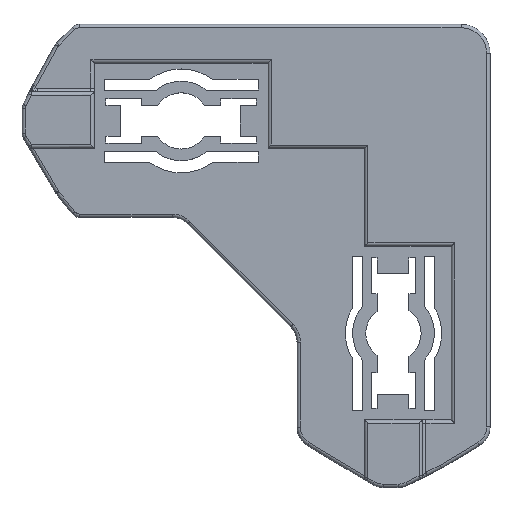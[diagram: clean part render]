
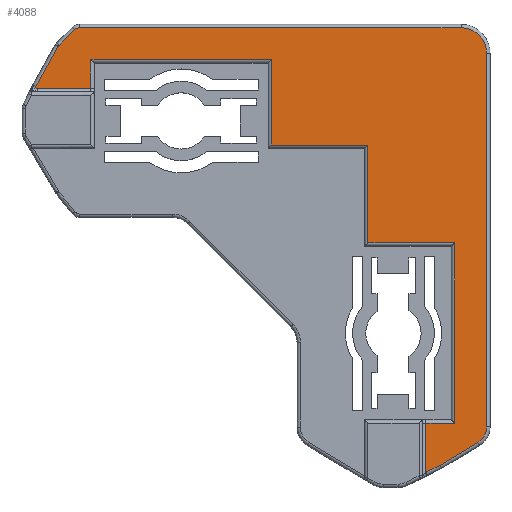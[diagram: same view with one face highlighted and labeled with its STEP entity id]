
A CAD part, top view. The second image highlights one B-rep face of the part: STEP entity #4088.
In plain terms, the highlighted planar face has unit normal (0, 0, 1).
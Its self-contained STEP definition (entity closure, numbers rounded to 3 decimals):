
#210=LINE('',#7094,#619);
#212=LINE('',#7106,#621);
#214=LINE('',#7118,#623);
#216=LINE('',#7130,#625);
#218=LINE('',#7139,#627);
#220=LINE('',#7142,#629);
#222=LINE('',#7163,#631);
#250=LINE('',#7273,#659);
#267=LINE('',#7324,#676);
#269=LINE('',#7330,#678);
#270=LINE('',#7332,#679);
#271=LINE('',#7334,#680);
#272=LINE('',#7336,#681);
#273=LINE('',#7338,#682);
#274=LINE('',#7340,#683);
#275=LINE('',#7341,#684);
#619=VECTOR('',#4955,1.);
#621=VECTOR('',#4969,1.);
#623=VECTOR('',#4983,1.);
#625=VECTOR('',#4997,1.);
#627=VECTOR('',#5009,1.);
#629=VECTOR('',#5013,1.);
#631=VECTOR('',#5025,1.);
#659=VECTOR('',#5149,1.);
#676=VECTOR('',#5204,1.);
#678=VECTOR('',#5210,1.);
#679=VECTOR('',#5211,1.);
#680=VECTOR('',#5212,1.);
#681=VECTOR('',#5213,1.);
#682=VECTOR('',#5214,1.);
#683=VECTOR('',#5215,1.);
#684=VECTOR('',#5216,1.);
#991=PLANE('',#4465);
#1191=FACE_OUTER_BOUND('',#1430,.T.);
#1430=EDGE_LOOP('',(#3153,#3154,#3155,#3156,#3157,#3158,#3159,#3160,#3161,
#3162,#3163,#3164,#3165,#3166,#3167,#3168,#3169,#3170,#3171,#3172,#3173,
#3174));
#1594=CIRCLE('',#4251,0.143);
#1597=CIRCLE('',#4257,0.143);
#1669=CIRCLE('',#4370,1.9);
#1673=CIRCLE('',#4376,2.65);
#1677=CIRCLE('',#4382,0.65);
#1681=CIRCLE('',#4388,0.65);
#1789=VERTEX_POINT('',#6736);
#1790=VERTEX_POINT('',#6743);
#1803=VERTEX_POINT('',#6845);
#1814=VERTEX_POINT('',#6896);
#1817=VERTEX_POINT('',#6903);
#1878=VERTEX_POINT('',#7092);
#1880=VERTEX_POINT('',#7098);
#1882=VERTEX_POINT('',#7104);
#1884=VERTEX_POINT('',#7110);
#1886=VERTEX_POINT('',#7116);
#1888=VERTEX_POINT('',#7122);
#1890=VERTEX_POINT('',#7128);
#1892=VERTEX_POINT('',#7134);
#1894=VERTEX_POINT('',#7146);
#1930=VERTEX_POINT('',#7271);
#1935=VERTEX_POINT('',#7323);
#1937=VERTEX_POINT('',#7329);
#1938=VERTEX_POINT('',#7331);
#1939=VERTEX_POINT('',#7333);
#1940=VERTEX_POINT('',#7335);
#1941=VERTEX_POINT('',#7337);
#1942=VERTEX_POINT('',#7339);
#2172=EDGE_CURVE('',#1789,#1790,#1594,.T.);
#2187=EDGE_CURVE('',#1803,#1789,#1597,.T.);
#2297=EDGE_CURVE('',#1878,#1817,#210,.T.);
#2300=EDGE_CURVE('',#1880,#1878,#1669,.T.);
#2303=EDGE_CURVE('',#1882,#1880,#212,.T.);
#2306=EDGE_CURVE('',#1884,#1882,#1673,.T.);
#2309=EDGE_CURVE('',#1886,#1884,#214,.T.);
#2312=EDGE_CURVE('',#1888,#1886,#1677,.T.);
#2315=EDGE_CURVE('',#1890,#1888,#216,.T.);
#2318=EDGE_CURVE('',#1892,#1890,#1681,.T.);
#2320=EDGE_CURVE('',#1790,#1892,#218,.T.);
#2322=EDGE_CURVE('',#1817,#1814,#220,.T.);
#2328=EDGE_CURVE('',#1814,#1894,#222,.T.);
#2384=EDGE_CURVE('',#1930,#1803,#250,.T.);
#2405=EDGE_CURVE('',#1894,#1935,#267,.T.);
#2408=EDGE_CURVE('',#1937,#1930,#269,.T.);
#2409=EDGE_CURVE('',#1938,#1937,#270,.T.);
#2410=EDGE_CURVE('',#1939,#1938,#271,.T.);
#2411=EDGE_CURVE('',#1940,#1939,#272,.T.);
#2412=EDGE_CURVE('',#1941,#1940,#273,.T.);
#2413=EDGE_CURVE('',#1942,#1941,#274,.T.);
#2414=EDGE_CURVE('',#1935,#1942,#275,.T.);
#3153=ORIENTED_EDGE('',*,*,#2328,.F.);
#3154=ORIENTED_EDGE('',*,*,#2322,.F.);
#3155=ORIENTED_EDGE('',*,*,#2297,.F.);
#3156=ORIENTED_EDGE('',*,*,#2300,.F.);
#3157=ORIENTED_EDGE('',*,*,#2303,.F.);
#3158=ORIENTED_EDGE('',*,*,#2306,.F.);
#3159=ORIENTED_EDGE('',*,*,#2309,.F.);
#3160=ORIENTED_EDGE('',*,*,#2312,.F.);
#3161=ORIENTED_EDGE('',*,*,#2315,.F.);
#3162=ORIENTED_EDGE('',*,*,#2318,.F.);
#3163=ORIENTED_EDGE('',*,*,#2320,.F.);
#3164=ORIENTED_EDGE('',*,*,#2172,.F.);
#3165=ORIENTED_EDGE('',*,*,#2187,.F.);
#3166=ORIENTED_EDGE('',*,*,#2384,.F.);
#3167=ORIENTED_EDGE('',*,*,#2408,.F.);
#3168=ORIENTED_EDGE('',*,*,#2409,.F.);
#3169=ORIENTED_EDGE('',*,*,#2410,.F.);
#3170=ORIENTED_EDGE('',*,*,#2411,.F.);
#3171=ORIENTED_EDGE('',*,*,#2412,.F.);
#3172=ORIENTED_EDGE('',*,*,#2413,.F.);
#3173=ORIENTED_EDGE('',*,*,#2414,.F.);
#3174=ORIENTED_EDGE('',*,*,#2405,.F.);
#4088=ADVANCED_FACE('',(#1191),#991,.T.);
#4251=AXIS2_PLACEMENT_3D('',#6744,#4673,#4674);
#4257=AXIS2_PLACEMENT_3D('',#6847,#4697,#4698);
#4370=AXIS2_PLACEMENT_3D('',#7100,#4961,#4962);
#4376=AXIS2_PLACEMENT_3D('',#7112,#4975,#4976);
#4382=AXIS2_PLACEMENT_3D('',#7124,#4989,#4990);
#4388=AXIS2_PLACEMENT_3D('',#7136,#5003,#5004);
#4465=AXIS2_PLACEMENT_3D('',#7328,#5208,#5209);
#4673=DIRECTION('center_axis',(0.,0.,-1.));
#4674=DIRECTION('ref_axis',(-0.862,-0.507,0.));
#4697=DIRECTION('center_axis',(0.,0.,-1.));
#4698=DIRECTION('ref_axis',(-0.862,-0.507,0.));
#4955=DIRECTION('',(-0.857,-0.514,0.));
#4961=DIRECTION('center_axis',(0.,0.,-1.));
#4962=DIRECTION('ref_axis',(0.87,-0.493,0.));
#4969=DIRECTION('',(0.,-1.,0.));
#4975=DIRECTION('center_axis',(0.,0.,-1.));
#4976=DIRECTION('ref_axis',(0.707,0.707,0.));
#4983=DIRECTION('',(1.,0.,0.));
#4989=DIRECTION('center_axis',(0.,0.,-1.));
#4990=DIRECTION('ref_axis',(-0.383,0.924,0.));
#4997=DIRECTION('',(0.707,0.707,0.));
#5003=DIRECTION('center_axis',(0.,0.,-1.));
#5004=DIRECTION('ref_axis',(-0.798,0.602,0.));
#5009=DIRECTION('',(0.486,0.874,0.));
#5013=DIRECTION('',(-0.894,-0.447,0.));
#5025=DIRECTION('',(0.,1.,0.));
#5149=DIRECTION('',(-1.,0.,0.));
#5204=DIRECTION('',(1.,0.,0.));
#5208=DIRECTION('center_axis',(0.,0.,1.));
#5209=DIRECTION('ref_axis',(-1.,0.,0.));
#5210=DIRECTION('',(0.,-1.,0.));
#5211=DIRECTION('',(-1.,0.,0.));
#5212=DIRECTION('',(0.,1.,0.));
#5213=DIRECTION('',(-1.,0.,0.));
#5214=DIRECTION('',(0.,1.,0.));
#5215=DIRECTION('',(-1.,0.,0.));
#5216=DIRECTION('',(0.,1.,0.));
#6736=CARTESIAN_POINT('',(1.095,41.717,7.));
#6743=CARTESIAN_POINT('',(1.093,41.858,7.));
#6744=CARTESIAN_POINT('Origin',(1.218,41.789,7.));
#6845=CARTESIAN_POINT('',(1.218,41.646,7.));
#6847=CARTESIAN_POINT('Origin',(1.218,41.789,7.));
#6896=CARTESIAN_POINT('',(41.508,1.863,7.));
#6903=CARTESIAN_POINT('',(42.99,2.603,7.));
#7092=CARTESIAN_POINT('',(46.886,4.941,7.));
#7094=CARTESIAN_POINT('',(40.754,1.262,7.));
#7098=CARTESIAN_POINT('',(47.808,6.57,7.));
#7100=CARTESIAN_POINT('Origin',(45.908,6.57,7.));
#7104=CARTESIAN_POINT('',(47.808,45.296,7.));
#7106=CARTESIAN_POINT('',(47.808,15.433,7.));
#7110=CARTESIAN_POINT('',(45.158,47.946,7.));
#7112=CARTESIAN_POINT('Origin',(45.158,45.296,7.));
#7116=CARTESIAN_POINT('',(5.573,47.946,7.));
#7118=CARTESIAN_POINT('',(34.533,47.946,7.));
#7122=CARTESIAN_POINT('',(5.113,47.756,7.));
#7124=CARTESIAN_POINT('Origin',(5.573,47.296,7.));
#7128=CARTESIAN_POINT('',(3.505,46.148,7.));
#7130=CARTESIAN_POINT('',(3.947,46.59,7.));
#7134=CARTESIAN_POINT('',(3.396,46.004,7.));
#7136=CARTESIAN_POINT('Origin',(3.965,45.688,7.));
#7139=CARTESIAN_POINT('',(1.208,42.064,7.));
#7142=CARTESIAN_POINT('',(37.939,0.078,7.));
#7146=CARTESIAN_POINT('',(41.508,6.946,7.));
#7163=CARTESIAN_POINT('',(41.508,12.796,7.));
#7271=CARTESIAN_POINT('',(6.808,41.646,7.));
#7273=CARTESIAN_POINT('',(15.533,41.646,7.));
#7323=CARTESIAN_POINT('',(44.508,6.946,7.));
#7324=CARTESIAN_POINT('',(34.033,6.946,7.));
#7328=CARTESIAN_POINT('Origin',(23.908,24.296,7.));
#7329=CARTESIAN_POINT('',(6.808,44.646,7.));
#7330=CARTESIAN_POINT('',(6.808,29.87,7.));
#7331=CARTESIAN_POINT('',(25.508,44.646,7.));
#7332=CARTESIAN_POINT('',(15.533,44.646,7.));
#7333=CARTESIAN_POINT('',(25.508,35.793,7.));
#7334=CARTESIAN_POINT('',(25.508,34.296,7.));
#7335=CARTESIAN_POINT('',(35.508,35.793,7.));
#7336=CARTESIAN_POINT('',(24.533,35.793,7.));
#7337=CARTESIAN_POINT('',(35.508,25.646,7.));
#7338=CARTESIAN_POINT('',(35.508,28.86,7.));
#7339=CARTESIAN_POINT('',(44.508,25.646,7.));
#7340=CARTESIAN_POINT('',(29.533,25.646,7.));
#7341=CARTESIAN_POINT('',(44.508,24.796,7.));
